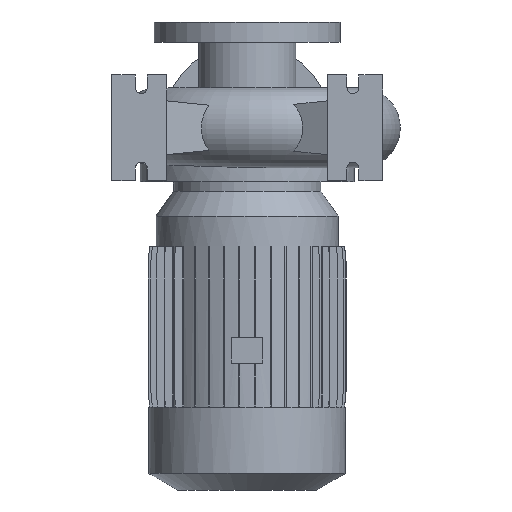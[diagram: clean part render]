
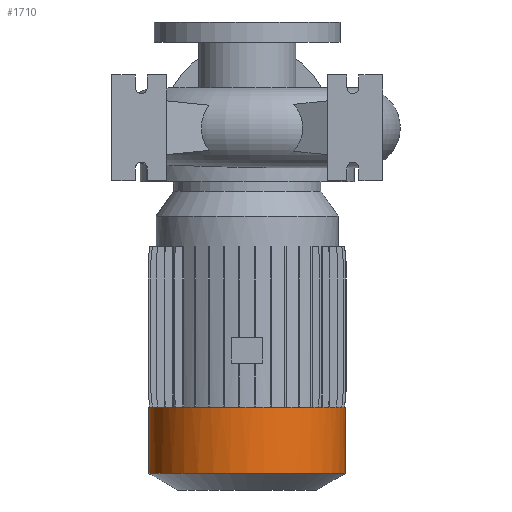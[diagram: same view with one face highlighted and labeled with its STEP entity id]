
A CAD part, front view. The second image highlights one B-rep face of the part: STEP entity #1710.
In plain terms, the highlighted cylindrical face has radius 116 mm (diameter 232 mm), a partial arc.
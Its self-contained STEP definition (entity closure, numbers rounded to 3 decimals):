
#127 = VERTEX_POINT ( 'NONE', #11063 ) ;
#591 = AXIS2_PLACEMENT_3D ( 'NONE', #1339, #5846, #12648 ) ;
#713 = EDGE_CURVE ( 'NONE', #12934, #11108, #13420, .T. ) ;
#1193 = VERTEX_POINT ( 'NONE', #2770 ) ;
#1339 = CARTESIAN_POINT ( 'NONE',  ( 0., 0., 125. ) ) ;
#1514 = VECTOR ( 'NONE', #6537, 1000. ) ;
#1710 = ADVANCED_FACE ( 'NONE', ( #2453 ), #2672, .T. ) ;
#1947 = CIRCLE ( 'NONE', #10436, 116. ) ;
#2129 = EDGE_CURVE ( 'NONE', #1193, #127, #8817, .T. ) ;
#2272 = DIRECTION ( 'NONE',  ( 0., 0., 1. ) ) ;
#2453 = FACE_OUTER_BOUND ( 'NONE', #3411, .T. ) ;
#2672 = CYLINDRICAL_SURFACE ( 'NONE', #591, 116. ) ;
#2770 = CARTESIAN_POINT ( 'NONE',  ( 116., 0., -408.4 ) ) ;
#3411 = EDGE_LOOP ( 'NONE', ( #13609, #14503, #12631, #8009 ) ) ;
#3715 = CARTESIAN_POINT ( 'NONE',  ( -116., 0., -330. ) ) ;
#5795 = DIRECTION ( 'NONE',  ( 1., 0., 0. ) ) ;
#5846 = DIRECTION ( 'NONE',  ( 0., 0., 1. ) ) ;
#6164 = EDGE_CURVE ( 'NONE', #11108, #127, #1947, .T. ) ;
#6537 = DIRECTION ( 'NONE',  ( 0., 0., 1. ) ) ;
#6782 = EDGE_CURVE ( 'NONE', #12934, #1193, #10683, .T. ) ;
#6974 = DIRECTION ( 'NONE',  ( 0., 0., 1. ) ) ;
#7715 = CARTESIAN_POINT ( 'NONE',  ( 116., 0., 125. ) ) ;
#7954 = DIRECTION ( 'NONE',  ( 1., 0., 0. ) ) ;
#7999 = CARTESIAN_POINT ( 'NONE',  ( 0., 0., -330. ) ) ;
#8009 = ORIENTED_EDGE ( 'NONE', *, *, #6164, .F. ) ;
#8817 = LINE ( 'NONE', #7715, #1514 ) ;
#9197 = CARTESIAN_POINT ( 'NONE',  ( -116., 0., 125. ) ) ;
#10233 = CARTESIAN_POINT ( 'NONE',  ( 0., 0., -408.4 ) ) ;
#10436 = AXIS2_PLACEMENT_3D ( 'NONE', #7999, #6974, #5795 ) ;
#10683 = CIRCLE ( 'NONE', #14470, 116. ) ;
#11063 = CARTESIAN_POINT ( 'NONE',  ( 116., 0., -330. ) ) ;
#11108 = VERTEX_POINT ( 'NONE', #3715 ) ;
#11415 = CARTESIAN_POINT ( 'NONE',  ( -116., 0., -408.4 ) ) ;
#12602 = DIRECTION ( 'NONE',  ( 0., 0., 1. ) ) ;
#12631 = ORIENTED_EDGE ( 'NONE', *, *, #2129, .T. ) ;
#12648 = DIRECTION ( 'NONE',  ( 1., 0., 0. ) ) ;
#12934 = VERTEX_POINT ( 'NONE', #11415 ) ;
#13089 = VECTOR ( 'NONE', #2272, 1000. ) ;
#13420 = LINE ( 'NONE', #9197, #13089 ) ;
#13609 = ORIENTED_EDGE ( 'NONE', *, *, #713, .F. ) ;
#14470 = AXIS2_PLACEMENT_3D ( 'NONE', #10233, #12602, #7954 ) ;
#14503 = ORIENTED_EDGE ( 'NONE', *, *, #6782, .T. ) ;
